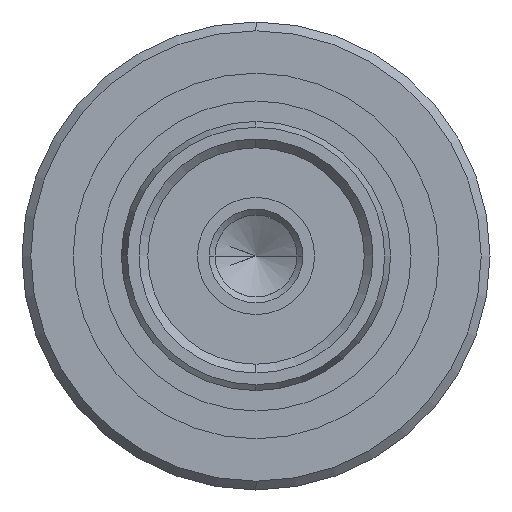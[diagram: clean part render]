
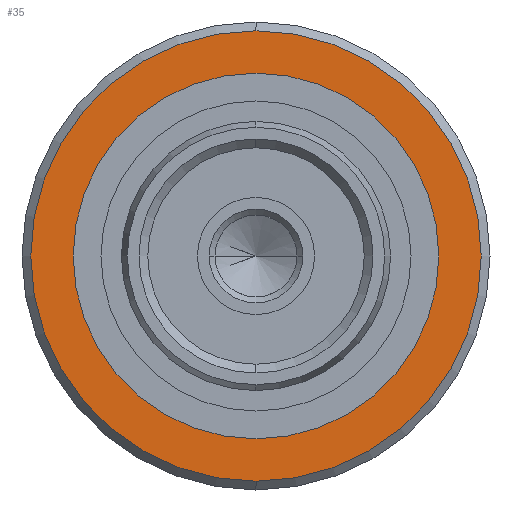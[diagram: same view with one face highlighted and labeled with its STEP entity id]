
A CAD part, left-side view. The second image highlights one B-rep face of the part: STEP entity #35.
In plain terms, the highlighted planar face has unit normal (-1, 0, 0).
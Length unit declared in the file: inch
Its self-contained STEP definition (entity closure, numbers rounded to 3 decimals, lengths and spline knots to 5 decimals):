
#35 = ADVANCED_FACE ( 'NONE', ( #147, #178 ), #2436, .F. ) ;
#147 = FACE_BOUND ( 'NONE', #1370, .T. ) ;
#178 = FACE_OUTER_BOUND ( 'NONE', #1338, .T. ) ;
#343 = CIRCLE ( 'NONE', #2606, 0.23622 ) ;
#512 = CIRCLE ( 'NONE', #2760, 0.30315 ) ;
#624 = CIRCLE ( 'NONE', #2593, 0.23622 ) ;
#645 = CIRCLE ( 'NONE', #2717, 0.30315 ) ;
#820 = ORIENTED_EDGE ( 'NONE', *, *, #2927, .F. ) ;
#822 = ORIENTED_EDGE ( 'NONE', *, *, #2936, .F. ) ;
#845 = ORIENTED_EDGE ( 'NONE', *, *, #2857, .T. ) ;
#870 = ORIENTED_EDGE ( 'NONE', *, *, #3022, .T. ) ;
#1206 = VERTEX_POINT ( 'NONE', #1437 ) ;
#1222 = VERTEX_POINT ( 'NONE', #1613 ) ;
#1225 = VERTEX_POINT ( 'NONE', #1616 ) ;
#1230 = VERTEX_POINT ( 'NONE', #1621 ) ;
#1338 = EDGE_LOOP ( 'NONE', ( #845, #870 ) ) ;
#1370 = EDGE_LOOP ( 'NONE', ( #820, #822 ) ) ;
#1437 = CARTESIAN_POINT ( 'NONE',  ( 0.41339, 0., 0.23622 ) ) ;
#1613 = CARTESIAN_POINT ( 'NONE',  ( 0.41339, 0., -0.30315 ) ) ;
#1616 = CARTESIAN_POINT ( 'NONE',  ( 0.41339, 0., -0.23622 ) ) ;
#1621 = CARTESIAN_POINT ( 'NONE',  ( 0.41339, 0., 0.30315 ) ) ;
#1737 = CARTESIAN_POINT ( 'NONE',  ( 0.41339, 0., 0. ) ) ;
#1738 = DIRECTION ( 'NONE',  ( -1., 0., 0. ) ) ;
#1739 = DIRECTION ( 'NONE',  ( 0., 0., 1. ) ) ;
#1869 = CARTESIAN_POINT ( 'NONE',  ( 0.41339, 0., 0. ) ) ;
#1870 = DIRECTION ( 'NONE',  ( -1., 0., 0. ) ) ;
#1871 = DIRECTION ( 'NONE',  ( 0., 0., 1. ) ) ;
#1887 = CARTESIAN_POINT ( 'NONE',  ( 0.41339, 0., 0. ) ) ;
#1888 = DIRECTION ( 'NONE',  ( -1., 0., 0. ) ) ;
#1889 = DIRECTION ( 'NONE',  ( 0., 0., 1. ) ) ;
#2125 = CARTESIAN_POINT ( 'NONE',  ( 0.41339, 0., 0. ) ) ;
#2126 = DIRECTION ( 'NONE',  ( -1., 0., 0. ) ) ;
#2127 = DIRECTION ( 'NONE',  ( 0., 0., 1. ) ) ;
#2411 = DIRECTION ( 'NONE',  ( 0., 0., -1. ) ) ;
#2431 = DIRECTION ( 'NONE',  ( 1., 0., 0. ) ) ;
#2436 = PLANE ( 'NONE',  #3042 ) ;
#2459 = CARTESIAN_POINT ( 'NONE',  ( 0.41339, 0.30315, 0. ) ) ;
#2593 = AXIS2_PLACEMENT_3D ( 'NONE', #1887, #1888, #1889 ) ;
#2606 = AXIS2_PLACEMENT_3D ( 'NONE', #1869, #1870, #1871 ) ;
#2717 = AXIS2_PLACEMENT_3D ( 'NONE', #2125, #2126, #2127 ) ;
#2760 = AXIS2_PLACEMENT_3D ( 'NONE', #1737, #1738, #1739 ) ;
#2857 = EDGE_CURVE ( 'NONE', #1222, #1230, #512, .T. ) ;
#2927 = EDGE_CURVE ( 'NONE', #1206, #1225, #343, .T. ) ;
#2936 = EDGE_CURVE ( 'NONE', #1225, #1206, #624, .T. ) ;
#3022 = EDGE_CURVE ( 'NONE', #1230, #1222, #645, .T. ) ;
#3042 = AXIS2_PLACEMENT_3D ( 'NONE', #2459, #2431, #2411 ) ;
